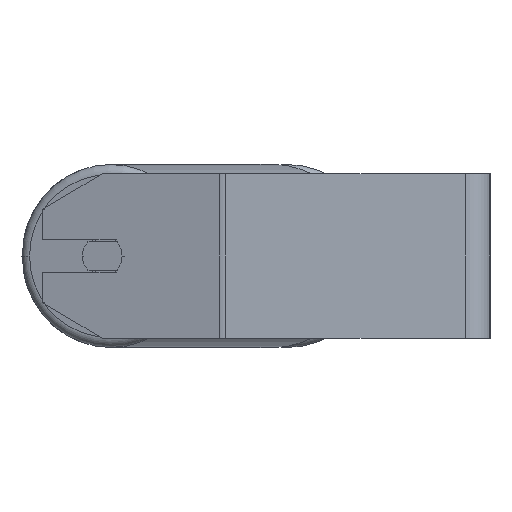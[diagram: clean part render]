
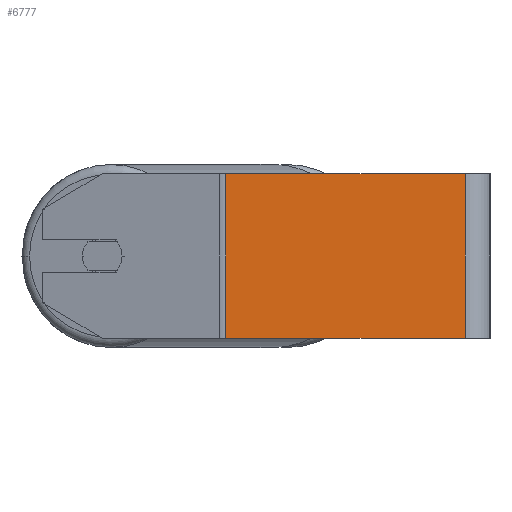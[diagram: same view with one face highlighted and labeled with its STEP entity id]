
A CAD part, left-side view. The second image highlights one B-rep face of the part: STEP entity #6777.
In plain terms, the highlighted planar face has unit normal (-1, 0, 0).
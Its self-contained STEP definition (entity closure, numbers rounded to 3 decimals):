
#138 = DIRECTION ( 'NONE',  ( 0., 1., 0. ) ) ;
#150 = CARTESIAN_POINT ( 'NONE',  ( -525., 12., -40. ) ) ;
#436 = DIRECTION ( 'NONE',  ( 0., -1., 0. ) ) ;
#683 = DIRECTION ( 'NONE',  ( 0., 0., -1. ) ) ;
#719 = VECTOR ( 'NONE', #436, 1000. ) ;
#1574 = ORIENTED_EDGE ( 'NONE', *, *, #4584, .T. ) ;
#1721 = CARTESIAN_POINT ( 'NONE',  ( -525., 128.587, -40. ) ) ;
#1752 = LINE ( 'NONE', #6462, #3222 ) ;
#1842 = CARTESIAN_POINT ( 'NONE',  ( -525., 130.166, 40. ) ) ;
#2380 = AXIS2_PLACEMENT_3D ( 'NONE', #2828, #8324, #138 ) ;
#2417 = ORIENTED_EDGE ( 'NONE', *, *, #3684, .T. ) ;
#2511 = LINE ( 'NONE', #1842, #719 ) ;
#2828 = CARTESIAN_POINT ( 'NONE',  ( -525., 130.166, 40. ) ) ;
#2929 = VECTOR ( 'NONE', #683, 1000. ) ;
#3111 = ORIENTED_EDGE ( 'NONE', *, *, #8490, .F. ) ;
#3222 = VECTOR ( 'NONE', #4528, 1000. ) ;
#3427 = VERTEX_POINT ( 'NONE', #5207 ) ;
#3472 = LINE ( 'NONE', #4229, #6321 ) ;
#3684 = EDGE_CURVE ( 'NONE', #5662, #6374, #3472, .T. ) ;
#4229 = CARTESIAN_POINT ( 'NONE',  ( -525., 130.166, -40. ) ) ;
#4528 = DIRECTION ( 'NONE',  ( 0., 0., -1. ) ) ;
#4584 = EDGE_CURVE ( 'NONE', #7103, #5662, #6385, .T. ) ;
#5207 = CARTESIAN_POINT ( 'NONE',  ( -525., 12., 40. ) ) ;
#5499 = ORIENTED_EDGE ( 'NONE', *, *, #7322, .F. ) ;
#5633 = FACE_OUTER_BOUND ( 'NONE', #5790, .T. ) ;
#5662 = VERTEX_POINT ( 'NONE', #1721 ) ;
#5677 = PLANE ( 'NONE',  #2380 ) ;
#5790 = EDGE_LOOP ( 'NONE', ( #2417, #5499, #3111, #1574 ) ) ;
#6321 = VECTOR ( 'NONE', #6983, 1000. ) ;
#6374 = VERTEX_POINT ( 'NONE', #150 ) ;
#6385 = LINE ( 'NONE', #6746, #2929 ) ;
#6462 = CARTESIAN_POINT ( 'NONE',  ( -525., 12., 40. ) ) ;
#6746 = CARTESIAN_POINT ( 'NONE',  ( -525., 128.587, 40. ) ) ;
#6777 = ADVANCED_FACE ( 'NONE', ( #5633 ), #5677, .F. ) ;
#6983 = DIRECTION ( 'NONE',  ( 0., -1., 0. ) ) ;
#7103 = VERTEX_POINT ( 'NONE', #8181 ) ;
#7322 = EDGE_CURVE ( 'NONE', #3427, #6374, #1752, .T. ) ;
#8181 = CARTESIAN_POINT ( 'NONE',  ( -525., 128.587, 40. ) ) ;
#8324 = DIRECTION ( 'NONE',  ( 1., 0., 0. ) ) ;
#8490 = EDGE_CURVE ( 'NONE', #7103, #3427, #2511, .T. ) ;
